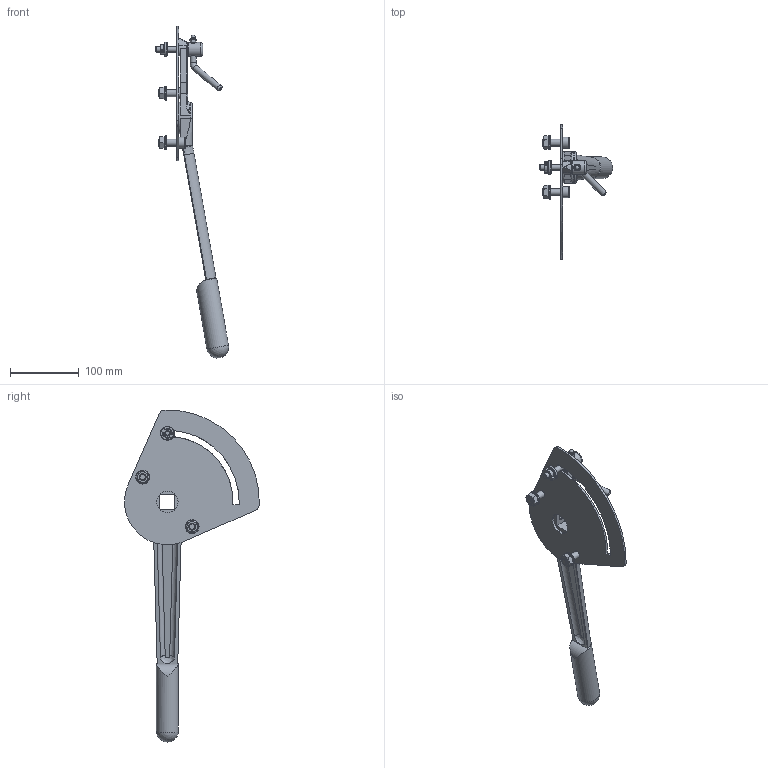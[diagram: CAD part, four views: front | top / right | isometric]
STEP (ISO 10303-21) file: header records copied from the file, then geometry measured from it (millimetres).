
FILE_DESCRIPTION((''),'2;1');
FILE_NAME('Feineinstellung F010.stp','2008-11-05T09:11:48',('hellwig'),(''),'Autodesk Inventor 2008','Autodesk Inventor 2008','');
FILE_SCHEMA(('AUTOMOTIVE_DESIGN { 1 0 10303 214 1 1 1 1 }'));
Length unit declared in the file: millimetre
Products named in the file (1): Bauteil1
Bounding box: 106.84 x 196.3 x 483.9 mm (x, y, z)
Volume: 305117.8 mm3; surface area: 113304.4 mm2
Topology: 1 solids, 2 shells, 468 faces, 1149 edges, 718 vertices
Faces by surface type: plane 270, cylinder 83, bspline 63, cone 33, torus 17, sphere 2
Full cylindrical faces by diameter (mm): 5 x1, 5.3 x1, 6 x1, 6.647 x2, 8 x3, 8.5 x1, 9 x3, 9.1 x1, 9.5 x1, 10 x4, 10.5 x2, 11 x2, 12.5 x2, 15 x1, 16 x2, 20 x4, 31 x1, 32 x1, 34 x1, 46 x1
Entity records: 28763 total; most frequent: CARTESIAN_POINT 18225, ORIENTED_EDGE 2074, DIRECTION 1971, EDGE_CURVE 1037, AXIS2_PLACEMENT_3D 691, VERTEX_POINT 687, EDGE_LOOP 600, VECTOR 589
